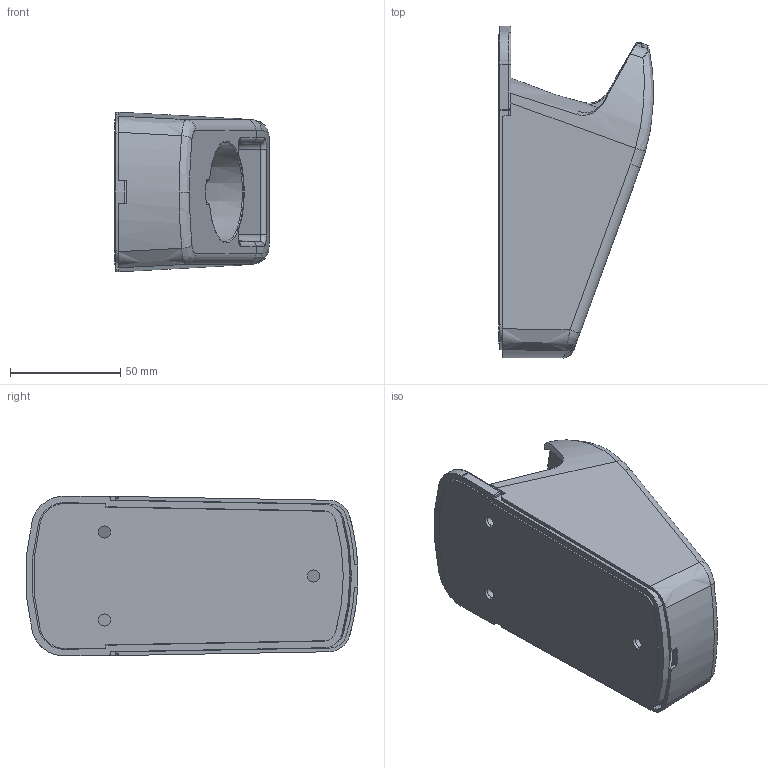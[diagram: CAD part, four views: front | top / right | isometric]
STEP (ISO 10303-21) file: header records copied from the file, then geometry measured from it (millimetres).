
FILE_DESCRIPTION (( 'STEP AP203' ), '1' );
FILE_NAME ('sone3D.STEP', '2017-06-20T02:35:10', ( '' ), ( '' ), 'SwSTEP 2.0', 'SolidWorks 2014', '' );
FILE_SCHEMA (( 'CONFIG_CONTROL_DESIGN' ));
Length unit declared in the file: millimetre
Products named in the file (5): CP-457-Aパッキン_; sone3D; CP-457-A_EVコネクタホルダベース_; CP-457-Aホルダー_; CP-457-A補強板_
Assembly tree (4 placements, depth 2):
  sone3D
    CP-457-A_EVコネクタホルダベース_
    CP-457-Aホルダー_
    CP-457-A補強板_
    CP-457-Aパッキン_
Bounding box: 70.24 x 150.84 x 72.59 mm (x, y, z)
Volume: 135206.9 mm3; surface area: 113404 mm2
Topology: 4 solids, 4 shells, 528 faces, 1391 edges, 882 vertices
Faces by surface type: plane 236, cylinder 150, bspline 87, cone 26, torus 19, sphere 10
Entity records: 19502 total; most frequent: CARTESIAN_POINT 6659, ORIENTED_EDGE 2762, DIRECTION 2352, EDGE_CURVE 1381, VERTEX_POINT 882, AXIS2_PLACEMENT_3D 806, VECTOR 740, LINE 740
